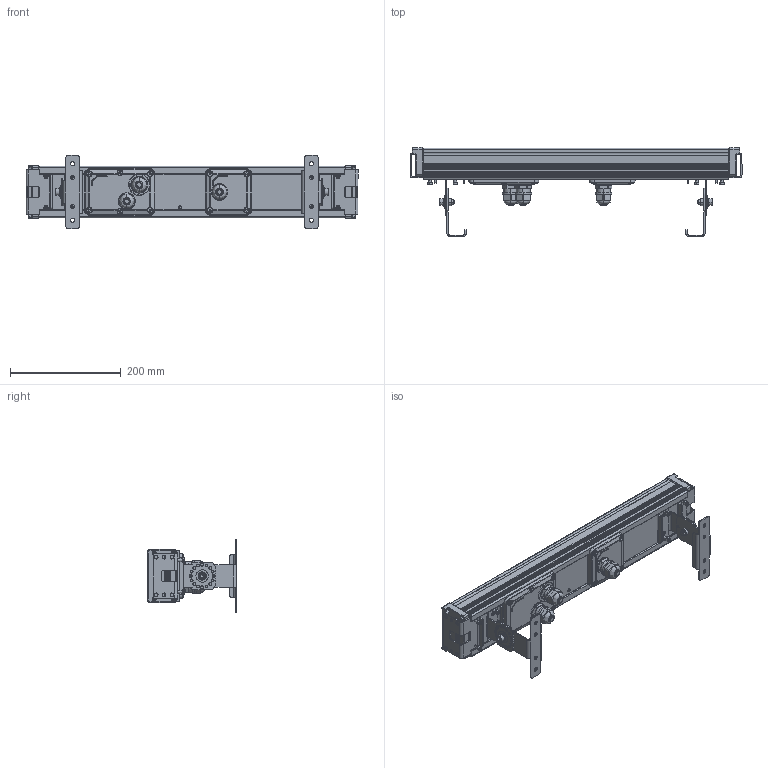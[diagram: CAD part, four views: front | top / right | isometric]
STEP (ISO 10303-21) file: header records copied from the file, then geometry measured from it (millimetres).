
FILE_DESCRIPTION (( 'STEP AP214' ), '1' );
FILE_NAME ('MD4-0112T-1.STEP', '2022-09-26T13:26:04', ( '' ), ( '' ), 'SwSTEP 2.0', 'SolidWorks 2021', '' );
FILE_SCHEMA (( 'AUTOMOTIVE_DESIGN' ));
Length unit declared in the file: inch
Products named in the file (1): MD4-0112T-1
Bounding box: 599.5 x 160.64 x 132.08 mm (x, y, z)
Volume: 952990.9 mm3; surface area: 736819.6 mm2
Topology: 51 solids, 74 shells, 5053 faces, 12460 edges, 7542 vertices
Faces by surface type: cylinder 2005, plane 1587, bspline 1087, cone 374
Entity records: 190364 total; most frequent: CARTESIAN_POINT 77784, ORIENTED_EDGE 24552, DIRECTION 21728, EDGE_CURVE 12276, AXIS2_PLACEMENT_3D 7963, VERTEX_POINT 7542, VECTOR 5802, LINE 5802
